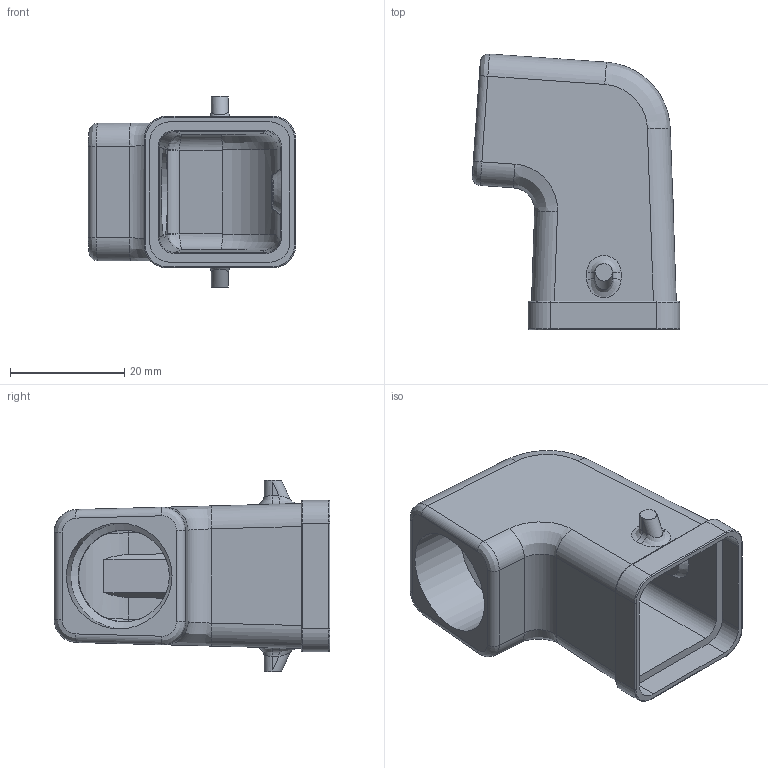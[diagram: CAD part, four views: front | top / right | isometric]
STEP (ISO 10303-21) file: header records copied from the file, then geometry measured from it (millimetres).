
FILE_DESCRIPTION(/* description */ (''),/* implementation_level */ '2;1');
FILE_NAME(/* name */ 'c146 10r003 500 4nxc001-03.stp',/* time_stamp */ '2021-03-04T09:45:55+01:00',/* author */ (''),/* organization */ (''),/* preprocessor_version */ 'ST-DEVELOPER v16.7',/* originating_system */ 'SIEMENS PLM Software NX 12.0',/* authorisation */ '');
FILE_SCHEMA (('AUTOMOTIVE_DESIGN { 1 0 10303 214 3 1 1 1 }'));
Length unit declared in the file: millimetre
Products named in the file (1): c146 10r003 500 4nxc001-03
Bounding box: 36.24 x 48.18 x 33.5 mm (x, y, z)
Volume: 9695.1 mm3; surface area: 9977.4 mm2
Topology: 1 solids, 1 shells, 205 faces, 502 edges, 315 vertices
Faces by surface type: plane 92, cylinder 58, extrusion 25, bspline 18, torus 8, cone 4
Full cylindrical faces by diameter (mm): 18.5 x1
Entity records: 9285 total; most frequent: CARTESIAN_POINT 4802, ORIENTED_EDGE 998, DIRECTION 771, EDGE_CURVE 499, VERTEX_POINT 314, AXIS2_PLACEMENT_3D 268, VECTOR 235, EDGE_LOOP 227
